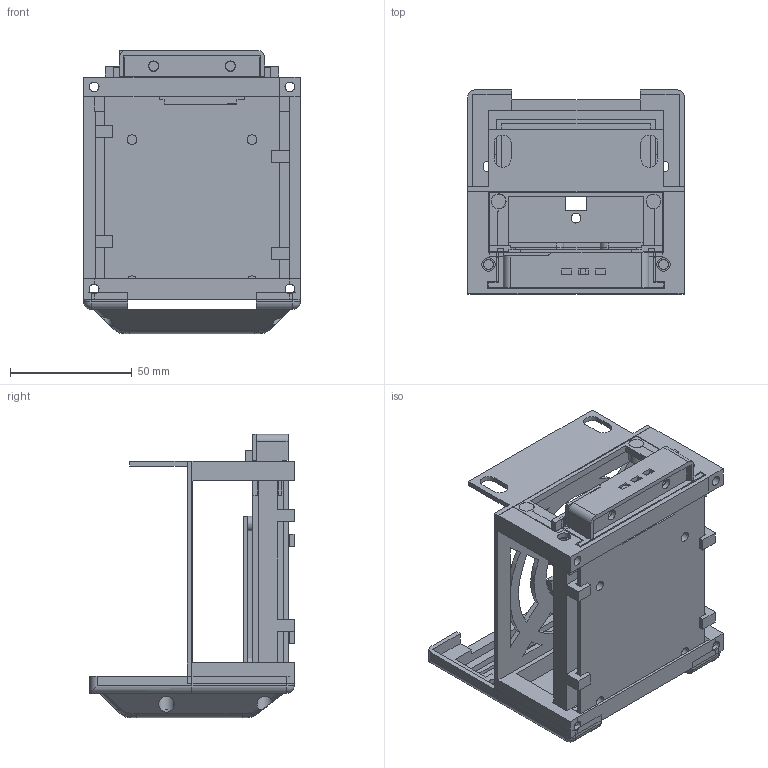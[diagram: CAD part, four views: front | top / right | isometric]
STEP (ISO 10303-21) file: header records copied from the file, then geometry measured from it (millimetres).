
FILE_DESCRIPTION(/* description */ (''),/* implementation_level */ '2;1');
FILE_NAME(/* name */ 'pi_holder v46.step',/* time_stamp */ '2020-11-24T20:48:57+01:00',/* author */ (''),/* organization */ (''),/* preprocessor_version */ 'ST-DEVELOPER v18.1',/* originating_system */ 'Autodesk Translation Framework v9.3.0.1241',/* authorisation */ '');
FILE_SCHEMA (('AUTOMOTIVE_DESIGN { 1 0 10303 214 3 1 1 }'));
Length unit declared in the file: millimetre
Products named in the file (13): pi_holder; pi-tray; fan holder; PCB template; housing frontplate; connecting rods; housing backplate; bracket; front-bezel; backplane cover; front-bezel-lightpipe-holder; light-pipe; front-plate
Assembly tree (12 placements, depth 2):
  pi_holder
    pi-tray
    fan holder
    PCB template
    housing frontplate
    connecting rods
    housing backplate
    bracket
    front-bezel
    backplane cover
    front-bezel-lightpipe-holder
    light-pipe
    front-plate
Bounding box: 89 x 84 x 116.5 mm (x, y, z)
Volume: 103518.5 mm3; surface area: 101845 mm2
Topology: 20 solids, 20 shells, 819 faces, 2228 edges, 1450 vertices
Faces by surface type: plane 605, cylinder 182, bspline 24, sphere 3, torus 3, cone 2
Full cylindrical faces by diameter (mm): 3.8 x4, 4 x49, 4.2 x10, 4.3 x2, 4.5 x2, 4.9 x4, 5.5 x3, 5.8 x2, 6 x6, 6.4 x4, 6.5 x3, 23.284 x1, 33 x1
Entity records: 30003 total; most frequent: CARTESIAN_POINT 8506, ORIENTED_EDGE 4424, DIRECTION 4210, EDGE_CURVE 2212, LINE 1696, VECTOR 1696, VERTEX_POINT 1442, AXIS2_PLACEMENT_3D 1257
